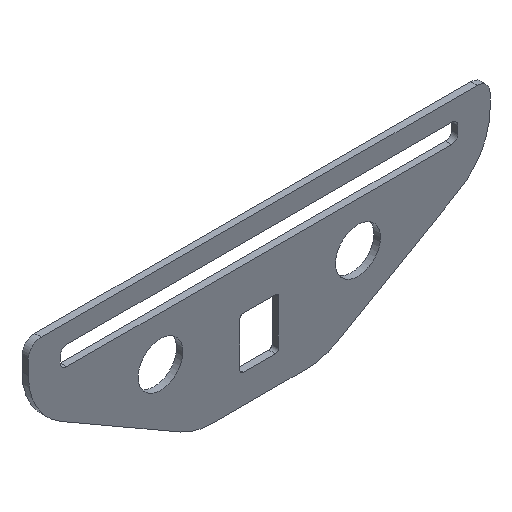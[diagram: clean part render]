
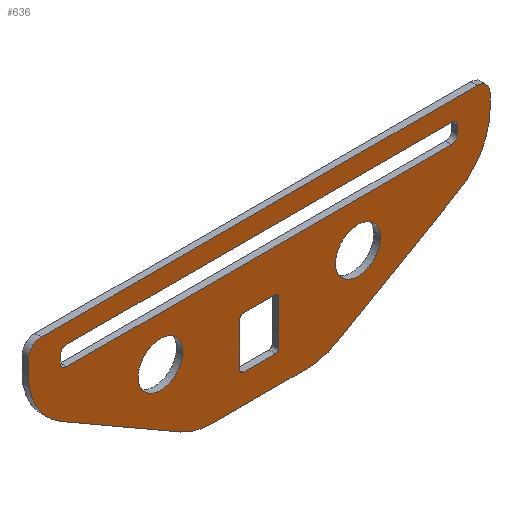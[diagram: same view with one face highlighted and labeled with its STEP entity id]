
A CAD part, isometric view. The second image highlights one B-rep face of the part: STEP entity #636.
In plain terms, the highlighted planar face has unit normal (0, -1, 0).
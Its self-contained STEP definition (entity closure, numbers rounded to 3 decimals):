
#19=FACE_BOUND('',#107,.T.);
#20=FACE_BOUND('',#108,.T.);
#21=FACE_BOUND('',#109,.T.);
#22=FACE_BOUND('',#110,.T.);
#38=PLANE('',#714);
#70=FACE_OUTER_BOUND('',#106,.T.);
#106=EDGE_LOOP('',(#559,#560,#561,#562,#563,#564,#565,#566,#567,#568,#569,
#570));
#107=EDGE_LOOP('',(#571));
#108=EDGE_LOOP('',(#572,#573,#574,#575,#576,#577,#578,#579));
#109=EDGE_LOOP('',(#580,#581,#582,#583,#584,#585,#586,#587));
#110=EDGE_LOOP('',(#588));
#113=LINE('',#915,#171);
#119=LINE('',#930,#177);
#123=LINE('',#942,#181);
#126=LINE('',#951,#184);
#138=LINE('',#1001,#196);
#142=LINE('',#1010,#200);
#145=LINE('',#1019,#203);
#149=LINE('',#1028,#207);
#152=LINE('',#1036,#210);
#156=LINE('',#1049,#214);
#159=LINE('',#1056,#217);
#162=LINE('',#1067,#220);
#166=LINE('',#1076,#224);
#168=LINE('',#1082,#226);
#171=VECTOR('',#727,10.);
#177=VECTOR('',#741,10.);
#181=VECTOR('',#753,10.);
#184=VECTOR('',#764,10.);
#196=VECTOR('',#804,10.);
#200=VECTOR('',#814,10.);
#203=VECTOR('',#823,10.);
#207=VECTOR('',#833,10.);
#210=VECTOR('',#842,10.);
#214=VECTOR('',#856,10.);
#217=VECTOR('',#865,10.);
#220=VECTOR('',#878,10.);
#224=VECTOR('',#888,10.);
#226=VECTOR('',#896,10.);
#227=CIRCLE('',#652,0.5);
#229=CIRCLE('',#656,0.5);
#231=CIRCLE('',#660,0.5);
#233=CIRCLE('',#664,0.5);
#247=CIRCLE('',#682,1.);
#248=CIRCLE('',#685,1.);
#249=CIRCLE('',#688,10.);
#250=CIRCLE('',#691,10.);
#251=CIRCLE('',#694,2.);
#252=CIRCLE('',#696,3.5);
#253=CIRCLE('',#699,1.);
#254=CIRCLE('',#702,1.);
#255=CIRCLE('',#704,3.5);
#256=CIRCLE('',#707,10.);
#257=CIRCLE('',#710,10.);
#258=CIRCLE('',#713,2.);
#259=VERTEX_POINT('',#905);
#260=VERTEX_POINT('',#906);
#263=VERTEX_POINT('',#914);
#265=VERTEX_POINT('',#920);
#266=VERTEX_POINT('',#921);
#269=VERTEX_POINT('',#932);
#270=VERTEX_POINT('',#933);
#273=VERTEX_POINT('',#944);
#297=VERTEX_POINT('',#998);
#298=VERTEX_POINT('',#1000);
#299=VERTEX_POINT('',#1004);
#300=VERTEX_POINT('',#1008);
#301=VERTEX_POINT('',#1012);
#302=VERTEX_POINT('',#1016);
#303=VERTEX_POINT('',#1018);
#304=VERTEX_POINT('',#1022);
#305=VERTEX_POINT('',#1026);
#306=VERTEX_POINT('',#1030);
#307=VERTEX_POINT('',#1034);
#308=VERTEX_POINT('',#1038);
#309=VERTEX_POINT('',#1042);
#310=VERTEX_POINT('',#1046);
#311=VERTEX_POINT('',#1048);
#312=VERTEX_POINT('',#1054);
#313=VERTEX_POINT('',#1060);
#314=VERTEX_POINT('',#1064);
#315=VERTEX_POINT('',#1066);
#316=VERTEX_POINT('',#1070);
#317=VERTEX_POINT('',#1074);
#318=VERTEX_POINT('',#1080);
#319=EDGE_CURVE('',#259,#260,#227,.T.);
#323=EDGE_CURVE('',#260,#263,#113,.T.);
#326=EDGE_CURVE('',#265,#266,#229,.T.);
#331=EDGE_CURVE('',#266,#259,#119,.T.);
#332=EDGE_CURVE('',#269,#270,#231,.T.);
#337=EDGE_CURVE('',#270,#265,#123,.T.);
#338=EDGE_CURVE('',#263,#273,#233,.T.);
#342=EDGE_CURVE('',#273,#269,#126,.T.);
#366=EDGE_CURVE('',#297,#298,#138,.T.);
#369=EDGE_CURVE('',#299,#297,#247,.T.);
#371=EDGE_CURVE('',#300,#299,#142,.T.);
#373=EDGE_CURVE('',#301,#300,#248,.T.);
#375=EDGE_CURVE('',#303,#302,#145,.T.);
#378=EDGE_CURVE('',#304,#302,#249,.T.);
#380=EDGE_CURVE('',#304,#305,#149,.T.);
#382=EDGE_CURVE('',#306,#305,#250,.T.);
#384=EDGE_CURVE('',#307,#306,#152,.T.);
#386=EDGE_CURVE('',#308,#307,#251,.T.);
#388=EDGE_CURVE('',#309,#309,#252,.T.);
#390=EDGE_CURVE('',#310,#311,#156,.T.);
#392=EDGE_CURVE('',#298,#310,#253,.T.);
#394=EDGE_CURVE('',#312,#301,#159,.T.);
#395=EDGE_CURVE('',#311,#312,#254,.T.);
#397=EDGE_CURVE('',#313,#313,#255,.T.);
#399=EDGE_CURVE('',#315,#314,#162,.T.);
#402=EDGE_CURVE('',#316,#314,#256,.T.);
#404=EDGE_CURVE('',#317,#316,#166,.T.);
#405=EDGE_CURVE('',#303,#317,#257,.T.);
#407=EDGE_CURVE('',#318,#308,#168,.T.);
#408=EDGE_CURVE('',#315,#318,#258,.T.);
#559=ORIENTED_EDGE('',*,*,#408,.F.);
#560=ORIENTED_EDGE('',*,*,#399,.T.);
#561=ORIENTED_EDGE('',*,*,#402,.F.);
#562=ORIENTED_EDGE('',*,*,#404,.F.);
#563=ORIENTED_EDGE('',*,*,#405,.F.);
#564=ORIENTED_EDGE('',*,*,#375,.T.);
#565=ORIENTED_EDGE('',*,*,#378,.F.);
#566=ORIENTED_EDGE('',*,*,#380,.T.);
#567=ORIENTED_EDGE('',*,*,#382,.F.);
#568=ORIENTED_EDGE('',*,*,#384,.F.);
#569=ORIENTED_EDGE('',*,*,#386,.F.);
#570=ORIENTED_EDGE('',*,*,#407,.F.);
#571=ORIENTED_EDGE('',*,*,#397,.F.);
#572=ORIENTED_EDGE('',*,*,#338,.F.);
#573=ORIENTED_EDGE('',*,*,#323,.F.);
#574=ORIENTED_EDGE('',*,*,#319,.F.);
#575=ORIENTED_EDGE('',*,*,#331,.F.);
#576=ORIENTED_EDGE('',*,*,#326,.F.);
#577=ORIENTED_EDGE('',*,*,#337,.F.);
#578=ORIENTED_EDGE('',*,*,#332,.F.);
#579=ORIENTED_EDGE('',*,*,#342,.F.);
#580=ORIENTED_EDGE('',*,*,#395,.F.);
#581=ORIENTED_EDGE('',*,*,#390,.F.);
#582=ORIENTED_EDGE('',*,*,#392,.F.);
#583=ORIENTED_EDGE('',*,*,#366,.F.);
#584=ORIENTED_EDGE('',*,*,#369,.F.);
#585=ORIENTED_EDGE('',*,*,#371,.F.);
#586=ORIENTED_EDGE('',*,*,#373,.F.);
#587=ORIENTED_EDGE('',*,*,#394,.F.);
#588=ORIENTED_EDGE('',*,*,#388,.F.);
#636=ADVANCED_FACE('',(#70,#19,#20,#21,#22),#38,.F.);
#652=AXIS2_PLACEMENT_3D('',#907,#719,#720);
#656=AXIS2_PLACEMENT_3D('',#922,#732,#733);
#660=AXIS2_PLACEMENT_3D('',#934,#744,#745);
#664=AXIS2_PLACEMENT_3D('',#945,#756,#757);
#682=AXIS2_PLACEMENT_3D('',#1006,#809,#810);
#685=AXIS2_PLACEMENT_3D('',#1014,#818,#819);
#688=AXIS2_PLACEMENT_3D('',#1024,#828,#829);
#691=AXIS2_PLACEMENT_3D('',#1032,#837,#838);
#694=AXIS2_PLACEMENT_3D('',#1040,#846,#847);
#696=AXIS2_PLACEMENT_3D('',#1044,#851,#852);
#699=AXIS2_PLACEMENT_3D('',#1052,#860,#861);
#702=AXIS2_PLACEMENT_3D('',#1058,#868,#869);
#704=AXIS2_PLACEMENT_3D('',#1062,#873,#874);
#707=AXIS2_PLACEMENT_3D('',#1072,#883,#884);
#710=AXIS2_PLACEMENT_3D('',#1078,#891,#892);
#713=AXIS2_PLACEMENT_3D('',#1084,#899,#900);
#714=AXIS2_PLACEMENT_3D('',#1085,#901,#902);
#719=DIRECTION('center_axis',(0.,-1.,0.));
#720=DIRECTION('ref_axis',(-0.707,0.,0.707));
#727=DIRECTION('',(0.,0.,-1.));
#732=DIRECTION('center_axis',(0.,-1.,0.));
#733=DIRECTION('ref_axis',(0.707,0.,0.707));
#741=DIRECTION('',(-1.,0.,0.));
#744=DIRECTION('center_axis',(0.,-1.,0.));
#745=DIRECTION('ref_axis',(0.707,0.,-0.707));
#753=DIRECTION('',(0.,0.,1.));
#756=DIRECTION('center_axis',(0.,-1.,0.));
#757=DIRECTION('ref_axis',(-0.707,0.,-0.707));
#764=DIRECTION('',(1.,0.,0.));
#804=DIRECTION('',(0.,0.,-1.));
#809=DIRECTION('center_axis',(0.,-1.,0.));
#810=DIRECTION('ref_axis',(-1.,0.,0.));
#814=DIRECTION('',(-1.,0.,0.));
#818=DIRECTION('center_axis',(0.,-1.,0.));
#819=DIRECTION('ref_axis',(0.,0.,1.));
#823=DIRECTION('',(1.,0.,0.));
#828=DIRECTION('center_axis',(0.,1.,0.));
#829=DIRECTION('ref_axis',(0.5,0.,-0.866));
#833=DIRECTION('',(0.866,0.,0.5));
#837=DIRECTION('center_axis',(0.,1.,0.));
#838=DIRECTION('ref_axis',(1.,0.,0.));
#842=DIRECTION('',(0.,0.,-1.));
#846=DIRECTION('center_axis',(0.,1.,0.));
#847=DIRECTION('ref_axis',(0.,0.,1.));
#851=DIRECTION('center_axis',(0.,-1.,0.));
#852=DIRECTION('ref_axis',(1.,0.,0.));
#856=DIRECTION('',(1.,0.,0.));
#860=DIRECTION('center_axis',(0.,-1.,0.));
#861=DIRECTION('ref_axis',(0.,0.,-1.));
#865=DIRECTION('',(0.,0.,1.));
#868=DIRECTION('center_axis',(0.,-1.,0.));
#869=DIRECTION('ref_axis',(1.,0.,0.));
#873=DIRECTION('center_axis',(0.,-1.,0.));
#874=DIRECTION('ref_axis',(1.,0.,0.));
#878=DIRECTION('',(0.,0.,-1.));
#883=DIRECTION('center_axis',(0.,1.,0.));
#884=DIRECTION('ref_axis',(-0.5,0.,-0.866));
#888=DIRECTION('',(-0.866,0.,0.5));
#891=DIRECTION('center_axis',(0.,1.,0.));
#892=DIRECTION('ref_axis',(0.,0.,-1.));
#896=DIRECTION('',(1.,0.,0.));
#899=DIRECTION('center_axis',(0.,1.,0.));
#900=DIRECTION('ref_axis',(-1.,0.,0.));
#901=DIRECTION('center_axis',(0.,1.,0.));
#902=DIRECTION('ref_axis',(1.,0.,0.));
#905=CARTESIAN_POINT('',(33.5,0.,-12.5));
#906=CARTESIAN_POINT('',(33.,0.,-13.));
#907=CARTESIAN_POINT('Origin',(33.5,0.,-13.));
#914=CARTESIAN_POINT('',(33.,0.,-20.));
#915=CARTESIAN_POINT('',(33.,0.,-12.5));
#920=CARTESIAN_POINT('',(39.,0.,-13.));
#921=CARTESIAN_POINT('',(38.5,0.,-12.5));
#922=CARTESIAN_POINT('Origin',(38.5,0.,-13.));
#930=CARTESIAN_POINT('',(39.,0.,-12.5));
#932=CARTESIAN_POINT('',(38.5,0.,-20.5));
#933=CARTESIAN_POINT('',(39.,0.,-20.));
#934=CARTESIAN_POINT('Origin',(38.5,0.,-20.));
#942=CARTESIAN_POINT('',(39.,0.,-20.5));
#944=CARTESIAN_POINT('',(33.5,0.,-20.5));
#945=CARTESIAN_POINT('Origin',(33.5,0.,-20.));
#951=CARTESIAN_POINT('',(33.,0.,-20.5));
#998=CARTESIAN_POINT('',(5.,0.,-4.));
#1000=CARTESIAN_POINT('',(5.,0.,-5.));
#1001=CARTESIAN_POINT('',(5.,0.,-5.));
#1004=CARTESIAN_POINT('',(6.,0.,-3.));
#1006=CARTESIAN_POINT('Origin',(6.,0.,-4.));
#1008=CARTESIAN_POINT('',(66.,0.,-3.));
#1010=CARTESIAN_POINT('',(6.,0.,-3.));
#1012=CARTESIAN_POINT('',(67.,0.,-4.));
#1014=CARTESIAN_POINT('Origin',(66.,0.,-4.));
#1016=CARTESIAN_POINT('',(43.322,0.,-25.));
#1018=CARTESIAN_POINT('',(28.678,0.,-25.));
#1019=CARTESIAN_POINT('',(36.,0.,-25.));
#1022=CARTESIAN_POINT('',(48.319,0.,-23.662));
#1024=CARTESIAN_POINT('Origin',(43.322,0.,-15.));
#1026=CARTESIAN_POINT('',(66.997,0.,-12.886));
#1028=CARTESIAN_POINT('',(48.319,0.,-23.662));
#1030=CARTESIAN_POINT('',(72.,0.,-4.224));
#1032=CARTESIAN_POINT('Origin',(62.,0.,-4.224));
#1034=CARTESIAN_POINT('',(72.,0.,-2.));
#1036=CARTESIAN_POINT('',(72.,0.,-2.));
#1038=CARTESIAN_POINT('',(70.,0.,0.));
#1040=CARTESIAN_POINT('Origin',(70.,0.,-2.));
#1042=CARTESIAN_POINT('',(17.1,0.,-13.));
#1044=CARTESIAN_POINT('Origin',(20.6,0.,-13.));
#1046=CARTESIAN_POINT('',(6.,0.,-6.));
#1048=CARTESIAN_POINT('',(66.,0.,-6.));
#1049=CARTESIAN_POINT('',(66.,0.,-6.));
#1052=CARTESIAN_POINT('Origin',(6.,0.,-5.));
#1054=CARTESIAN_POINT('',(67.,0.,-5.));
#1056=CARTESIAN_POINT('',(67.,0.,-4.));
#1058=CARTESIAN_POINT('Origin',(66.,0.,-5.));
#1060=CARTESIAN_POINT('',(47.9,0.,-13.));
#1062=CARTESIAN_POINT('Origin',(51.4,0.,-13.));
#1064=CARTESIAN_POINT('',(0.,0.,-4.224));
#1066=CARTESIAN_POINT('',(0.,0.,-2.));
#1067=CARTESIAN_POINT('',(0.,0.,-2.));
#1070=CARTESIAN_POINT('',(5.003,0.,-12.886));
#1072=CARTESIAN_POINT('Origin',(10.,0.,-4.224));
#1074=CARTESIAN_POINT('',(23.681,0.,-23.662));
#1076=CARTESIAN_POINT('',(23.681,0.,-23.662));
#1078=CARTESIAN_POINT('Origin',(28.678,0.,-15.));
#1080=CARTESIAN_POINT('',(2.,0.,0.));
#1082=CARTESIAN_POINT('',(2.,0.,0.));
#1084=CARTESIAN_POINT('Origin',(2.,0.,-2.));
#1085=CARTESIAN_POINT('Origin',(36.,0.,-12.5));
